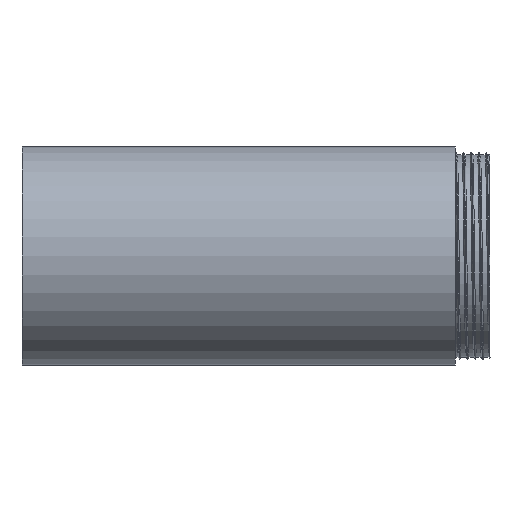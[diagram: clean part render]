
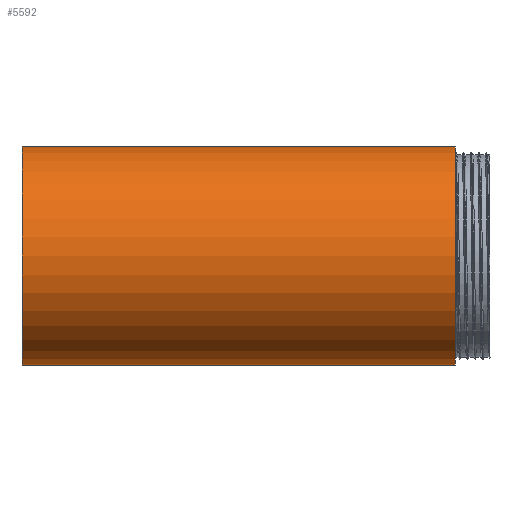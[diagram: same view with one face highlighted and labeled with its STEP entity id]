
A CAD part, left-side view. The second image highlights one B-rep face of the part: STEP entity #5592.
In plain terms, the highlighted cylindrical face has radius 28.4 mm (diameter 56.8 mm), a partial arc.
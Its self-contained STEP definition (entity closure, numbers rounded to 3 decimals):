
#387 = VERTEX_POINT ( 'NONE', #2716 ) ;
#904 = VECTOR ( 'NONE', #8284, 1000. ) ;
#950 = EDGE_CURVE ( 'NONE', #9038, #5069, #3386, .T. ) ;
#1035 = CYLINDRICAL_SURFACE ( 'NONE', #2111, 28.4 ) ;
#1596 = DIRECTION ( 'NONE',  ( 0., -1., 0. ) ) ;
#1694 = EDGE_LOOP ( 'NONE', ( #4710, #9069, #3031, #4558 ) ) ;
#1775 = DIRECTION ( 'NONE',  ( 0., 0., 1. ) ) ;
#2111 = AXIS2_PLACEMENT_3D ( 'NONE', #6787, #8711, #1775 ) ;
#2378 = VECTOR ( 'NONE', #7306, 1000. ) ;
#2438 = EDGE_CURVE ( 'NONE', #2439, #9038, #7012, .T. ) ;
#2439 = VERTEX_POINT ( 'NONE', #8933 ) ;
#2670 = CARTESIAN_POINT ( 'NONE',  ( 0., 121.5, -28.4 ) ) ;
#2716 = CARTESIAN_POINT ( 'NONE',  ( 0., 9., 28.4 ) ) ;
#3031 = ORIENTED_EDGE ( 'NONE', *, *, #5978, .T. ) ;
#3164 = CARTESIAN_POINT ( 'NONE',  ( 0., 9., 28.4 ) ) ;
#3386 = CIRCLE ( 'NONE', #8520, 28.4 ) ;
#3763 = LINE ( 'NONE', #3164, #2378 ) ;
#3972 = FACE_OUTER_BOUND ( 'NONE', #1694, .T. ) ;
#4016 = CARTESIAN_POINT ( 'NONE',  ( 0., 9., -28.4 ) ) ;
#4558 = ORIENTED_EDGE ( 'NONE', *, *, #950, .F. ) ;
#4710 = ORIENTED_EDGE ( 'NONE', *, *, #2438, .F. ) ;
#4773 = DIRECTION ( 'NONE',  ( 0., 1., 0. ) ) ;
#5069 = VERTEX_POINT ( 'NONE', #5792 ) ;
#5418 = DIRECTION ( 'NONE',  ( 0., 0., 1. ) ) ;
#5484 = EDGE_CURVE ( 'NONE', #387, #2439, #7715, .T. ) ;
#5592 = ADVANCED_FACE ( 'NONE', ( #3972 ), #1035, .T. ) ;
#5726 = DIRECTION ( 'NONE',  ( 0., 0., -1. ) ) ;
#5792 = CARTESIAN_POINT ( 'NONE',  ( 0., 121.5, 28.4 ) ) ;
#5978 = EDGE_CURVE ( 'NONE', #387, #5069, #3763, .T. ) ;
#6029 = CARTESIAN_POINT ( 'NONE',  ( 0., 121.5, 0. ) ) ;
#6787 = CARTESIAN_POINT ( 'NONE',  ( 0., 9., 0. ) ) ;
#6993 = AXIS2_PLACEMENT_3D ( 'NONE', #7878, #1596, #5726 ) ;
#7012 = LINE ( 'NONE', #4016, #904 ) ;
#7306 = DIRECTION ( 'NONE',  ( 0., 1., 0. ) ) ;
#7715 = CIRCLE ( 'NONE', #6993, 28.4 ) ;
#7878 = CARTESIAN_POINT ( 'NONE',  ( 0., 9., 0. ) ) ;
#8284 = DIRECTION ( 'NONE',  ( 0., 1., 0. ) ) ;
#8520 = AXIS2_PLACEMENT_3D ( 'NONE', #6029, #4773, #5418 ) ;
#8711 = DIRECTION ( 'NONE',  ( 0., 1., 0. ) ) ;
#8933 = CARTESIAN_POINT ( 'NONE',  ( 0., 9., -28.4 ) ) ;
#9038 = VERTEX_POINT ( 'NONE', #2670 ) ;
#9069 = ORIENTED_EDGE ( 'NONE', *, *, #5484, .F. ) ;
